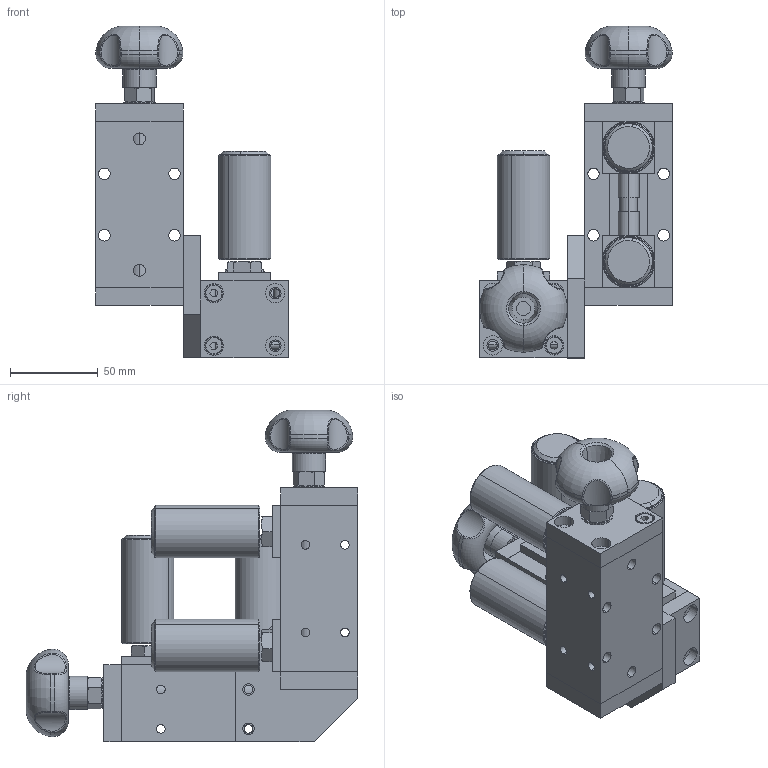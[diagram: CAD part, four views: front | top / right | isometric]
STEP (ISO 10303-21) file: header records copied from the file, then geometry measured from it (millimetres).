
FILE_DESCRIPTION (( 'STEP AP203' ), '1' );
FILE_NAME ('230508 STEP 3-400283-00_0051.STEP', '2023-05-08T04:22:30', ( '' ), ( '' ), 'SwSTEP 2.0', 'SolidWorks 2022', '' );
FILE_SCHEMA (( 'CONFIG_CONTROL_DESIGN' ));
Length unit declared in the file: inch
Products named in the file (1): 230508 STEP 3-400283-00_0051
Bounding box: 110 x 189.39 x 189.39 mm (x, y, z)
Surface area: 160569.5 mm2 (no closed solid volume)
Topology: 0 solids, 46 shells, 459 faces, 1364 edges, 957 vertices
Faces by surface type: plane 184, cylinder 178, cone 73, bspline 16, torus 8
Entity records: 19712 total; most frequent: CARTESIAN_POINT 7272, DIRECTION 2628, ORIENTED_EDGE 2254, EDGE_CURVE 1364, AXIS2_PLACEMENT_3D 971, VERTEX_POINT 957, LINE 686, VECTOR 686
